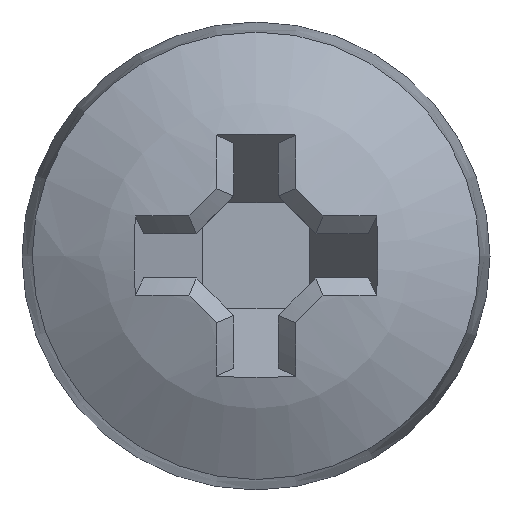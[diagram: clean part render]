
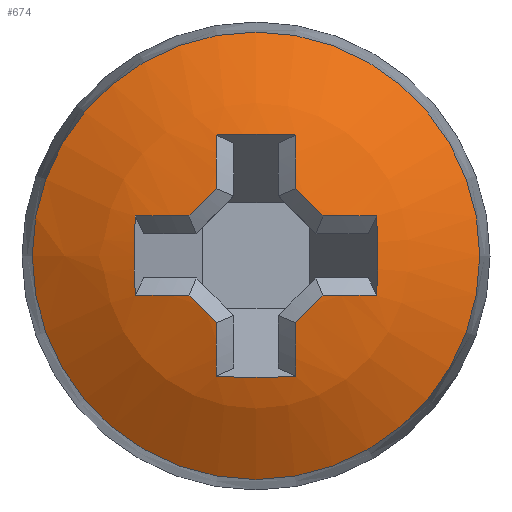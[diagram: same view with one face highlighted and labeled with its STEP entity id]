
A CAD part, top view. The second image highlights one B-rep face of the part: STEP entity #674.
In plain terms, the highlighted spherical face has radius 10.28 mm.
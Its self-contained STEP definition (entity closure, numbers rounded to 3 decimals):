
#19=SPHERICAL_SURFACE('',#763,10.281);
#138=FACE_OUTER_BOUND('',#176,.T.);
#176=EDGE_LOOP('',(#533,#534,#535,#536,#537,#538,#539,#540,#541,#542,#543,
#544,#545,#546,#547,#548,#549,#550,#551,#552,#553));
#215=CIRCLE('',#716,10.23);
#216=CIRCLE('',#718,10.097);
#219=CIRCLE('',#723,10.23);
#221=CIRCLE('',#728,10.23);
#222=CIRCLE('',#730,10.097);
#225=CIRCLE('',#735,10.23);
#227=CIRCLE('',#741,10.23);
#228=CIRCLE('',#743,10.097);
#231=CIRCLE('',#748,10.23);
#233=CIRCLE('',#753,10.23);
#234=CIRCLE('',#755,10.097);
#237=CIRCLE('',#760,10.23);
#238=CIRCLE('',#764,10.044);
#239=CIRCLE('',#765,10.044);
#240=CIRCLE('',#766,10.281);
#241=CIRCLE('',#767,5.738);
#242=CIRCLE('',#768,5.738);
#243=CIRCLE('',#769,10.044);
#244=CIRCLE('',#770,10.044);
#245=CIRCLE('',#771,10.044);
#259=VERTEX_POINT('',#1013);
#260=VERTEX_POINT('',#1017);
#262=VERTEX_POINT('',#1028);
#264=VERTEX_POINT('',#1037);
#273=VERTEX_POINT('',#1062);
#274=VERTEX_POINT('',#1066);
#276=VERTEX_POINT('',#1077);
#278=VERTEX_POINT('',#1086);
#287=VERTEX_POINT('',#1113);
#288=VERTEX_POINT('',#1117);
#290=VERTEX_POINT('',#1128);
#292=VERTEX_POINT('',#1137);
#301=VERTEX_POINT('',#1162);
#302=VERTEX_POINT('',#1166);
#304=VERTEX_POINT('',#1177);
#306=VERTEX_POINT('',#1186);
#313=VERTEX_POINT('',#1209);
#314=VERTEX_POINT('',#1211);
#315=VERTEX_POINT('',#1213);
#328=EDGE_CURVE('',#259,#260,#215,.T.);
#331=EDGE_CURVE('',#260,#262,#216,.T.);
#337=EDGE_CURVE('',#262,#264,#219,.T.);
#346=EDGE_CURVE('',#273,#274,#221,.T.);
#349=EDGE_CURVE('',#274,#276,#222,.T.);
#355=EDGE_CURVE('',#276,#278,#225,.T.);
#365=EDGE_CURVE('',#287,#288,#227,.T.);
#368=EDGE_CURVE('',#288,#290,#228,.T.);
#374=EDGE_CURVE('',#290,#292,#231,.T.);
#383=EDGE_CURVE('',#301,#302,#233,.T.);
#386=EDGE_CURVE('',#302,#304,#234,.T.);
#392=EDGE_CURVE('',#304,#306,#237,.T.);
#399=EDGE_CURVE('',#306,#259,#238,.T.);
#400=EDGE_CURVE('',#313,#301,#239,.T.);
#401=EDGE_CURVE('',#313,#314,#240,.T.);
#402=EDGE_CURVE('',#315,#314,#241,.T.);
#403=EDGE_CURVE('',#314,#315,#242,.T.);
#404=EDGE_CURVE('',#292,#313,#243,.T.);
#405=EDGE_CURVE('',#278,#287,#244,.T.);
#406=EDGE_CURVE('',#264,#273,#245,.T.);
#533=ORIENTED_EDGE('',*,*,#399,.F.);
#534=ORIENTED_EDGE('',*,*,#392,.F.);
#535=ORIENTED_EDGE('',*,*,#386,.F.);
#536=ORIENTED_EDGE('',*,*,#383,.F.);
#537=ORIENTED_EDGE('',*,*,#400,.F.);
#538=ORIENTED_EDGE('',*,*,#401,.T.);
#539=ORIENTED_EDGE('',*,*,#402,.F.);
#540=ORIENTED_EDGE('',*,*,#403,.F.);
#541=ORIENTED_EDGE('',*,*,#401,.F.);
#542=ORIENTED_EDGE('',*,*,#404,.F.);
#543=ORIENTED_EDGE('',*,*,#374,.F.);
#544=ORIENTED_EDGE('',*,*,#368,.F.);
#545=ORIENTED_EDGE('',*,*,#365,.F.);
#546=ORIENTED_EDGE('',*,*,#405,.F.);
#547=ORIENTED_EDGE('',*,*,#355,.F.);
#548=ORIENTED_EDGE('',*,*,#349,.F.);
#549=ORIENTED_EDGE('',*,*,#346,.F.);
#550=ORIENTED_EDGE('',*,*,#406,.F.);
#551=ORIENTED_EDGE('',*,*,#337,.F.);
#552=ORIENTED_EDGE('',*,*,#331,.F.);
#553=ORIENTED_EDGE('',*,*,#328,.F.);
#674=ADVANCED_FACE('',(#138),#19,.T.);
#716=AXIS2_PLACEMENT_3D('',#1018,#805,#806);
#718=AXIS2_PLACEMENT_3D('',#1029,#809,#810);
#723=AXIS2_PLACEMENT_3D('',#1045,#819,#820);
#728=AXIS2_PLACEMENT_3D('',#1067,#835,#836);
#730=AXIS2_PLACEMENT_3D('',#1078,#839,#840);
#735=AXIS2_PLACEMENT_3D('',#1094,#849,#850);
#741=AXIS2_PLACEMENT_3D('',#1118,#868,#869);
#743=AXIS2_PLACEMENT_3D('',#1129,#872,#873);
#748=AXIS2_PLACEMENT_3D('',#1145,#882,#883);
#753=AXIS2_PLACEMENT_3D('',#1167,#898,#899);
#755=AXIS2_PLACEMENT_3D('',#1178,#902,#903);
#760=AXIS2_PLACEMENT_3D('',#1194,#912,#913);
#763=AXIS2_PLACEMENT_3D('',#1207,#924,#925);
#764=AXIS2_PLACEMENT_3D('',#1208,#926,#927);
#765=AXIS2_PLACEMENT_3D('',#1210,#928,#929);
#766=AXIS2_PLACEMENT_3D('',#1212,#930,#931);
#767=AXIS2_PLACEMENT_3D('',#1214,#932,#933);
#768=AXIS2_PLACEMENT_3D('',#1215,#934,#935);
#769=AXIS2_PLACEMENT_3D('',#1216,#936,#937);
#770=AXIS2_PLACEMENT_3D('',#1217,#938,#939);
#771=AXIS2_PLACEMENT_3D('',#1218,#940,#941);
#805=DIRECTION('center_axis',(-1.,0.,0.));
#806=DIRECTION('ref_axis',(0.,0.,1.));
#809=DIRECTION('center_axis',(-0.707,0.707,0.));
#810=DIRECTION('ref_axis',(0.,0.,1.));
#819=DIRECTION('center_axis',(0.,1.,0.));
#820=DIRECTION('ref_axis',(0.,0.,1.));
#835=DIRECTION('center_axis',(0.,-1.,0.));
#836=DIRECTION('ref_axis',(0.,0.,1.));
#839=DIRECTION('center_axis',(-0.707,-0.707,0.));
#840=DIRECTION('ref_axis',(0.,0.,1.));
#849=DIRECTION('center_axis',(-1.,0.,0.));
#850=DIRECTION('ref_axis',(0.,0.,1.));
#868=DIRECTION('center_axis',(1.,0.,0.));
#869=DIRECTION('ref_axis',(0.,0.,1.));
#872=DIRECTION('center_axis',(0.707,-0.707,0.));
#873=DIRECTION('ref_axis',(0.,0.,1.));
#882=DIRECTION('center_axis',(0.,-1.,0.));
#883=DIRECTION('ref_axis',(0.,0.,1.));
#898=DIRECTION('center_axis',(0.,1.,0.));
#899=DIRECTION('ref_axis',(0.,0.,1.));
#902=DIRECTION('center_axis',(0.707,0.707,0.));
#903=DIRECTION('ref_axis',(0.,0.,1.));
#912=DIRECTION('center_axis',(1.,0.,0.));
#913=DIRECTION('ref_axis',(0.,0.,1.));
#924=DIRECTION('center_axis',(0.,0.,1.));
#925=DIRECTION('ref_axis',(1.,0.,0.));
#926=DIRECTION('center_axis',(0.,0.866,0.5));
#927=DIRECTION('ref_axis',(0.,0.5,-0.866));
#928=DIRECTION('center_axis',(0.866,0.,0.5));
#929=DIRECTION('ref_axis',(-0.5,0.,0.866));
#930=DIRECTION('center_axis',(0.,-1.,0.));
#931=DIRECTION('ref_axis',(-1.,0.,0.));
#932=DIRECTION('center_axis',(0.,0.,-1.));
#933=DIRECTION('ref_axis',(-1.,0.,0.));
#934=DIRECTION('center_axis',(0.,0.,-1.));
#935=DIRECTION('ref_axis',(-1.,0.,0.));
#936=DIRECTION('center_axis',(0.866,0.,0.5));
#937=DIRECTION('ref_axis',(-0.5,0.,0.866));
#938=DIRECTION('center_axis',(0.,-0.866,0.5));
#939=DIRECTION('ref_axis',(0.,0.5,0.866));
#940=DIRECTION('center_axis',(-0.866,0.,0.5));
#941=DIRECTION('ref_axis',(-0.5,0.,-0.866));
#1013=CARTESIAN_POINT('',(1.018,-3.094,4.22));
#1017=CARTESIAN_POINT('',(1.018,-1.718,4.554));
#1018=CARTESIAN_POINT('Origin',(1.018,0.,
-5.531));
#1028=CARTESIAN_POINT('',(1.718,-1.018,4.554));
#1029=CARTESIAN_POINT('Origin',(1.368,-1.368,-5.531));
#1037=CARTESIAN_POINT('',(3.094,-1.018,4.22));
#1045=CARTESIAN_POINT('Origin',(0.,-1.018,
-5.531));
#1062=CARTESIAN_POINT('',(3.094,1.018,4.22));
#1066=CARTESIAN_POINT('',(1.718,1.018,4.554));
#1067=CARTESIAN_POINT('Origin',(0.,1.018,-5.531));
#1077=CARTESIAN_POINT('',(1.018,1.718,4.554));
#1078=CARTESIAN_POINT('Origin',(1.368,1.368,-5.531));
#1086=CARTESIAN_POINT('',(1.018,3.094,4.22));
#1094=CARTESIAN_POINT('Origin',(1.018,0.,-5.531));
#1113=CARTESIAN_POINT('',(-1.018,3.094,4.22));
#1117=CARTESIAN_POINT('',(-1.018,1.718,4.554));
#1118=CARTESIAN_POINT('Origin',(-1.018,0.,
-5.531));
#1128=CARTESIAN_POINT('',(-1.718,1.018,4.554));
#1129=CARTESIAN_POINT('Origin',(-1.368,1.368,-5.531));
#1137=CARTESIAN_POINT('',(-3.094,1.018,4.22));
#1145=CARTESIAN_POINT('Origin',(0.,1.018,-5.531));
#1162=CARTESIAN_POINT('',(-3.094,-1.018,4.22));
#1166=CARTESIAN_POINT('',(-1.718,-1.018,4.554));
#1167=CARTESIAN_POINT('Origin',(0.,-1.018,
-5.531));
#1177=CARTESIAN_POINT('',(-1.018,-1.718,4.554));
#1178=CARTESIAN_POINT('Origin',(-1.368,-1.368,-5.531));
#1186=CARTESIAN_POINT('',(-1.018,-3.094,4.22));
#1194=CARTESIAN_POINT('Origin',(-1.018,0.,
-5.531));
#1207=CARTESIAN_POINT('Origin',(0.,0.,-5.531));
#1208=CARTESIAN_POINT('Origin',(0.,1.899,-4.435));
#1209=CARTESIAN_POINT('',(-3.12,0.,4.265));
#1210=CARTESIAN_POINT('Origin',(1.899,0.,-4.435));
#1211=CARTESIAN_POINT('',(-5.738,0.,3.));
#1212=CARTESIAN_POINT('Origin',(0.,0.,-5.531));
#1213=CARTESIAN_POINT('',(5.738,0.,3.));
#1214=CARTESIAN_POINT('Origin',(0.,0.,3.));
#1215=CARTESIAN_POINT('Origin',(0.,0.,3.));
#1216=CARTESIAN_POINT('Origin',(1.899,0.,-4.435));
#1217=CARTESIAN_POINT('Origin',(0.,-1.899,
-4.435));
#1218=CARTESIAN_POINT('Origin',(-1.899,0.,-4.435));
